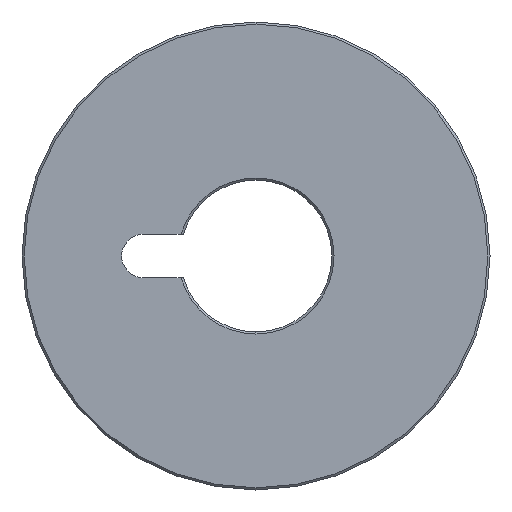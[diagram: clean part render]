
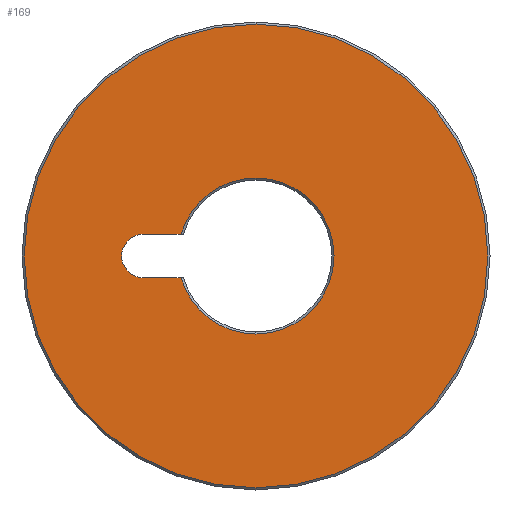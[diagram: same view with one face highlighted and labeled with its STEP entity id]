
A CAD part, left-side view. The second image highlights one B-rep face of the part: STEP entity #169.
In plain terms, the highlighted planar face has unit normal (-1, 0, 0).
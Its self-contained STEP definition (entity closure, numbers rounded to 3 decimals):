
#6 = DIRECTION ( 'NONE',  ( -1., 0., 0. ) ) ;
#26 = CARTESIAN_POINT ( 'NONE',  ( -25., 26., 0. ) ) ;
#34 = CARTESIAN_POINT ( 'NONE',  ( -25., 26., 5. ) ) ;
#35 = ORIENTED_EDGE ( 'NONE', *, *, #163, .T. ) ;
#36 = CARTESIAN_POINT ( 'NONE',  ( -25., 54., 0. ) ) ;
#42 = CARTESIAN_POINT ( 'NONE',  ( -25., 0., -5. ) ) ;
#59 = AXIS2_PLACEMENT_3D ( 'NONE', #266, #6, #583 ) ;
#61 = VERTEX_POINT ( 'NONE', #447 ) ;
#81 = DIRECTION ( 'NONE',  ( 0., 0., -1. ) ) ;
#82 = VERTEX_POINT ( 'NONE', #812 ) ;
#86 = DIRECTION ( 'NONE',  ( 0., -1., 0. ) ) ;
#96 = LINE ( 'NONE', #34, #605 ) ;
#108 = VERTEX_POINT ( 'NONE', #732 ) ;
#117 = EDGE_LOOP ( 'NONE', ( #35, #588, #484, #734, #502, #691 ) ) ;
#151 = AXIS2_PLACEMENT_3D ( 'NONE', #239, #689, #624 ) ;
#163 = EDGE_CURVE ( 'NONE', #370, #819, #565, .T. ) ;
#169 = ADVANCED_FACE ( 'NONE', ( #593, #727 ), #395, .F. ) ;
#190 = CARTESIAN_POINT ( 'NONE',  ( -25., 0., -53.5 ) ) ;
#196 = CARTESIAN_POINT ( 'NONE',  ( -25., 0., 18. ) ) ;
#201 = EDGE_CURVE ( 'NONE', #108, #469, #681, .T. ) ;
#204 = DIRECTION ( 'NONE',  ( 1., 0., 0. ) ) ;
#239 = CARTESIAN_POINT ( 'NONE',  ( -25., 0., 0. ) ) ;
#246 = DIRECTION ( 'NONE',  ( 0., 1., 0. ) ) ;
#266 = CARTESIAN_POINT ( 'NONE',  ( -25., 0., 0. ) ) ;
#279 = EDGE_LOOP ( 'NONE', ( #302, #813 ) ) ;
#281 = DIRECTION ( 'NONE',  ( 1., 0., 0. ) ) ;
#298 = EDGE_CURVE ( 'NONE', #599, #61, #615, .T. ) ;
#302 = ORIENTED_EDGE ( 'NONE', *, *, #824, .T. ) ;
#311 = LINE ( 'NONE', #42, #807 ) ;
#319 = CARTESIAN_POINT ( 'NONE',  ( -25., 0., 0. ) ) ;
#325 = CARTESIAN_POINT ( 'NONE',  ( -25., 17.292, 5. ) ) ;
#329 = AXIS2_PLACEMENT_3D ( 'NONE', #26, #281, #542 ) ;
#331 = DIRECTION ( 'NONE',  ( 1., 0., 0. ) ) ;
#339 = DIRECTION ( 'NONE',  ( 0., 0., -1. ) ) ;
#352 = CARTESIAN_POINT ( 'NONE',  ( -25., 26., 5. ) ) ;
#357 = AXIS2_PLACEMENT_3D ( 'NONE', #650, #719, #472 ) ;
#370 = VERTEX_POINT ( 'NONE', #325 ) ;
#372 = AXIS2_PLACEMENT_3D ( 'NONE', #319, #204, #81 ) ;
#375 = EDGE_CURVE ( 'NONE', #819, #599, #401, .T. ) ;
#379 = EDGE_CURVE ( 'NONE', #82, #625, #762, .T. ) ;
#395 = PLANE ( 'NONE',  #723 ) ;
#401 = CIRCLE ( 'NONE', #372, 18. ) ;
#408 = DIRECTION ( 'NONE',  ( 0., 0., -1. ) ) ;
#430 = DIRECTION ( 'NONE',  ( 1., 0., 0. ) ) ;
#447 = CARTESIAN_POINT ( 'NONE',  ( -25., 17.292, -5. ) ) ;
#467 = CARTESIAN_POINT ( 'NONE',  ( -25., 0., 0. ) ) ;
#469 = VERTEX_POINT ( 'NONE', #352 ) ;
#472 = DIRECTION ( 'NONE',  ( 0., 0., -1. ) ) ;
#484 = ORIENTED_EDGE ( 'NONE', *, *, #298, .T. ) ;
#486 = CIRCLE ( 'NONE', #59, 53.5 ) ;
#502 = ORIENTED_EDGE ( 'NONE', *, *, #201, .T. ) ;
#507 = EDGE_CURVE ( 'NONE', #469, #370, #96, .T. ) ;
#542 = DIRECTION ( 'NONE',  ( 0., 0., -1. ) ) ;
#565 = CIRCLE ( 'NONE', #772, 18. ) ;
#583 = DIRECTION ( 'NONE',  ( 0., 0., -1. ) ) ;
#588 = ORIENTED_EDGE ( 'NONE', *, *, #375, .T. ) ;
#593 = FACE_OUTER_BOUND ( 'NONE', #279, .T. ) ;
#599 = VERTEX_POINT ( 'NONE', #828 ) ;
#605 = VECTOR ( 'NONE', #86, 1000. ) ;
#615 = CIRCLE ( 'NONE', #151, 18. ) ;
#624 = DIRECTION ( 'NONE',  ( 0., 0., -1. ) ) ;
#625 = VERTEX_POINT ( 'NONE', #190 ) ;
#637 = EDGE_CURVE ( 'NONE', #61, #108, #311, .T. ) ;
#650 = CARTESIAN_POINT ( 'NONE',  ( -25., 0., 0. ) ) ;
#681 = CIRCLE ( 'NONE', #329, 5. ) ;
#689 = DIRECTION ( 'NONE',  ( 1., 0., 0. ) ) ;
#691 = ORIENTED_EDGE ( 'NONE', *, *, #507, .T. ) ;
#719 = DIRECTION ( 'NONE',  ( -1., 0., 0. ) ) ;
#723 = AXIS2_PLACEMENT_3D ( 'NONE', #36, #430, #339 ) ;
#727 = FACE_BOUND ( 'NONE', #117, .T. ) ;
#732 = CARTESIAN_POINT ( 'NONE',  ( -25., 26., -5. ) ) ;
#734 = ORIENTED_EDGE ( 'NONE', *, *, #637, .T. ) ;
#762 = CIRCLE ( 'NONE', #357, 53.5 ) ;
#772 = AXIS2_PLACEMENT_3D ( 'NONE', #467, #331, #408 ) ;
#807 = VECTOR ( 'NONE', #246, 1000. ) ;
#812 = CARTESIAN_POINT ( 'NONE',  ( -25., 0., 53.5 ) ) ;
#813 = ORIENTED_EDGE ( 'NONE', *, *, #379, .T. ) ;
#819 = VERTEX_POINT ( 'NONE', #196 ) ;
#824 = EDGE_CURVE ( 'NONE', #625, #82, #486, .T. ) ;
#828 = CARTESIAN_POINT ( 'NONE',  ( -25., 0., -18. ) ) ;
